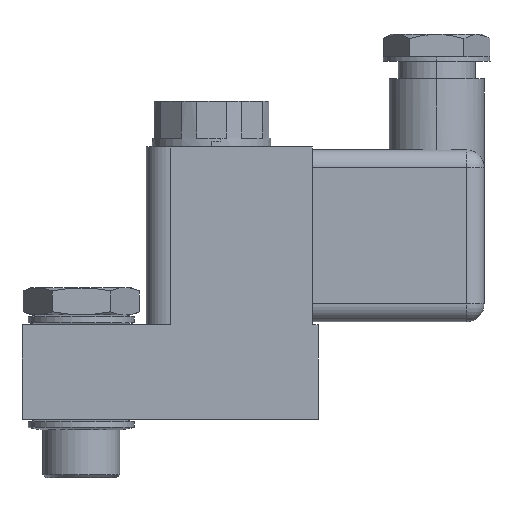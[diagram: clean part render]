
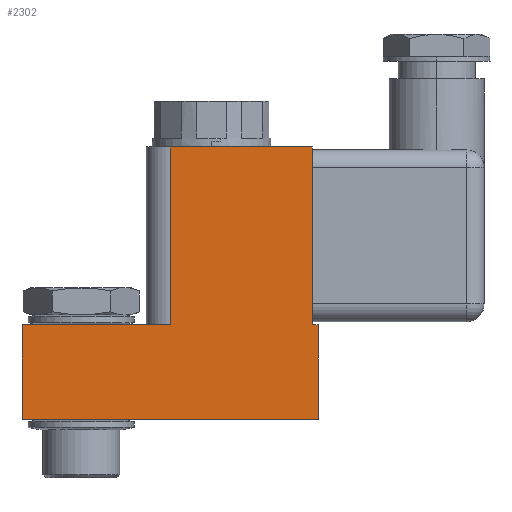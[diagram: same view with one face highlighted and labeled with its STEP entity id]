
A CAD part, left-side view. The second image highlights one B-rep face of the part: STEP entity #2302.
In plain terms, the highlighted planar face has unit normal (-1, 0, 0).
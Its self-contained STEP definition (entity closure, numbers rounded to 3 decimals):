
#249=DIRECTION('',(0.,-1.,0.));
#250=VECTOR('',#249,24.);
#251=CARTESIAN_POINT('',(-8.,34.,46.));
#252=LINE('',#251,#250);
#275=DIRECTION('',(0.,1.,0.));
#276=VECTOR('',#275,25.);
#277=CARTESIAN_POINT('',(-8.,34.,16.));
#278=LINE('',#277,#276);
#307=DIRECTION('',(0.,0.,-1.));
#308=VECTOR('',#307,30.);
#309=CARTESIAN_POINT('',(-8.,34.,46.));
#310=LINE('',#309,#308);
#311=DIRECTION('',(0.,0.,1.));
#312=VECTOR('',#311,30.);
#313=CARTESIAN_POINT('',(-8.,10.,16.));
#314=LINE('',#313,#312);
#315=DIRECTION('',(0.,-1.,0.));
#316=VECTOR('',#315,50.);
#317=CARTESIAN_POINT('',(-8.,59.,0.));
#318=LINE('',#317,#316);
#994=DIRECTION('',(0.,0.,1.));
#995=VECTOR('',#994,16.);
#996=CARTESIAN_POINT('',(-8.,59.,0.));
#997=LINE('',#996,#995);
#1022=DIRECTION('',(0.,0.,1.));
#1023=VECTOR('',#1022,16.);
#1024=CARTESIAN_POINT('',(-8.,9.,0.));
#1025=LINE('',#1024,#1023);
#1056=DIRECTION('',(0.,1.,0.));
#1057=VECTOR('',#1056,1.);
#1058=CARTESIAN_POINT('',(-8.,9.,16.));
#1059=LINE('',#1058,#1057);
#1606=CARTESIAN_POINT('',(-8.,10.,46.));
#1608=VERTEX_POINT('',#1606);
#1726=CARTESIAN_POINT('',(-8.,34.,46.));
#1728=VERTEX_POINT('',#1726);
#1777=CARTESIAN_POINT('',(-8.,9.,16.));
#1779=VERTEX_POINT('',#1777);
#1791=CARTESIAN_POINT('',(-8.,59.,16.));
#1793=VERTEX_POINT('',#1791);
#1795=CARTESIAN_POINT('',(-8.,59.,0.));
#1796=CARTESIAN_POINT('',(-8.,9.,0.));
#1797=VERTEX_POINT('',#1795);
#1798=VERTEX_POINT('',#1796);
#1828=CARTESIAN_POINT('',(-8.,10.,16.));
#1830=VERTEX_POINT('',#1828);
#1837=CARTESIAN_POINT('',(-8.,34.,16.));
#1838=VERTEX_POINT('',#1837);
#2282=CARTESIAN_POINT('',(-8.,38.,46.));
#2283=DIRECTION('',(1.,0.,0.));
#2284=DIRECTION('',(0.,0.,-1.));
#2285=AXIS2_PLACEMENT_3D('',#2282,#2283,#2284);
#2286=PLANE('',#2285);
#2288=ORIENTED_EDGE('',*,*,#2287,.F.);
#2290=ORIENTED_EDGE('',*,*,#2289,.F.);
#2292=ORIENTED_EDGE('',*,*,#2291,.F.);
#2294=ORIENTED_EDGE('',*,*,#2293,.F.);
#2296=ORIENTED_EDGE('',*,*,#2295,.T.);
#2297=ORIENTED_EDGE('',*,*,#2240,.F.);
#2298=ORIENTED_EDGE('',*,*,#2277,.F.);
#2299=ORIENTED_EDGE('',*,*,#2203,.T.);
#2300=EDGE_LOOP('',(#2288,#2290,#2292,#2294,#2296,#2297,#2298,#2299));
#2301=FACE_OUTER_BOUND('',#2300,.F.);
#2302=ADVANCED_FACE('',(#2301),#2286,.F.);
#2203=EDGE_CURVE('',#1728,#1608,#252,.T.);
#2240=EDGE_CURVE('',#1838,#1793,#278,.T.);
#2277=EDGE_CURVE('',#1728,#1838,#310,.T.);
#2287=EDGE_CURVE('',#1830,#1608,#314,.T.);
#2289=EDGE_CURVE('',#1779,#1830,#1059,.T.);
#2291=EDGE_CURVE('',#1798,#1779,#1025,.T.);
#2293=EDGE_CURVE('',#1797,#1798,#318,.T.);
#2295=EDGE_CURVE('',#1797,#1793,#997,.T.);
